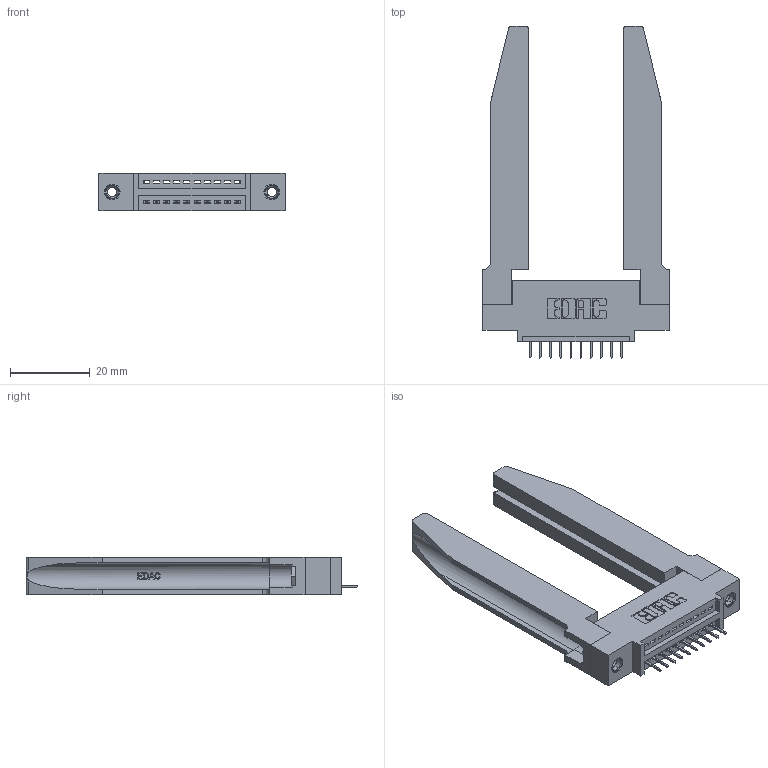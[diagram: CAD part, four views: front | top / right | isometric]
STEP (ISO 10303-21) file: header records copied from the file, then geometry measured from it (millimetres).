
FILE_DESCRIPTION (( 'STEP AP203' ), '1' );
FILE_NAME ('395-010-524-478.STEP', '2019-10-15T21:34:37', ( '' ), ( '' ), 'SwSTEP 2.0', 'SolidWorks 2016', '' );
FILE_SCHEMA (( 'CONFIG_CONTROL_DESIGN' ));
Length unit declared in the file: inch
Products named in the file (5): 395-010-524-478; 345-220-078_345-220-078; 345-292-001_345-293-124; 345-250-001_345-250-001-102; 345 Part_0.110 Offset - 0.156 Dia-TH
Assembly tree (15 placements, depth 2):
  395-010-524-478
    345 Part_0.110 Offset - 0.156 Dia-TH
    345-292-001_345-293-124  x10
    345-250-001_345-250-001-102  x2
    345-220-078_345-220-078  x2
Bounding box: 46.63 x 83.11 x 9.4 mm (x, y, z)
Volume: 11824.9 mm3; surface area: 11754.2 mm2
Topology: 15 solids, 15 shells, 984 faces, 2761 edges, 1790 vertices
Faces by surface type: plane 686, cylinder 246, bspline 36, cone 12, torus 4
Entity records: 16780 total; most frequent: CARTESIAN_POINT 3805, ORIENTED_EDGE 2646, DIRECTION 2377, EDGE_CURVE 1323, VECTOR 1061, LINE 1061, VERTEX_POINT 872, AXIS2_PLACEMENT_3D 658
